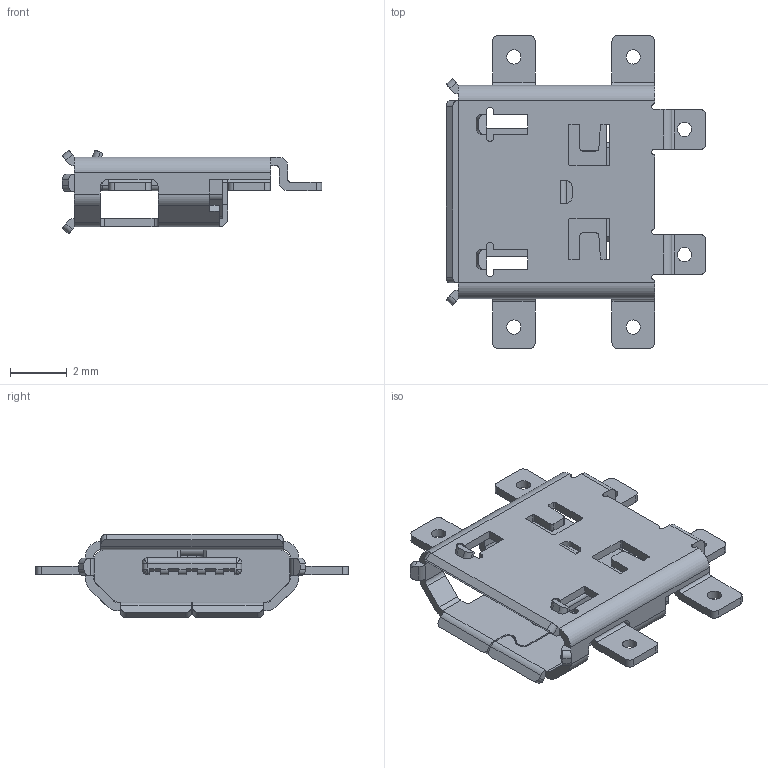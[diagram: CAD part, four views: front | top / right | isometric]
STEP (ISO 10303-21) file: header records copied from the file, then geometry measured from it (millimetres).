
FILE_DESCRIPTION( ( '' ), ' ' );
FILE_NAME( '5a1cf639e7aad70e32964e83.step', '2017-11-28T05:38:02', ( '' ), ( '' ), ' ', ' ', ' ' );
FILE_SCHEMA( ( 'AUTOMOTIVE_DESIGN { 1 0 10303 214 1 1 1 1 }' ) );
Length unit declared in the file: metre
Products named in the file (1): Open CASCADE STEP translator 6.8 1
Bounding box: 9.13 x 11 x 2.94 mm (x, y, z)
Volume: 58.8 mm3; surface area: 350.5 mm2
Topology: 1 solids, 1 shells, 529 faces, 1534 edges, 1002 vertices
Faces by surface type: plane 336, cylinder 185, sphere 8
Full cylindrical faces by diameter (mm): 0.5 x6
Entity records: 29178 total; most frequent: CARTESIAN_POINT 3076, ORIENTED_EDGE 3040, DIRECTION 2948, STYLED_ITEM 2049, PRESENTATION_STYLE_ASSIGNMENT 2049, COLOUR_RGB 2049, EDGE_CURVE 1520, CURVE_STYLE 1520
